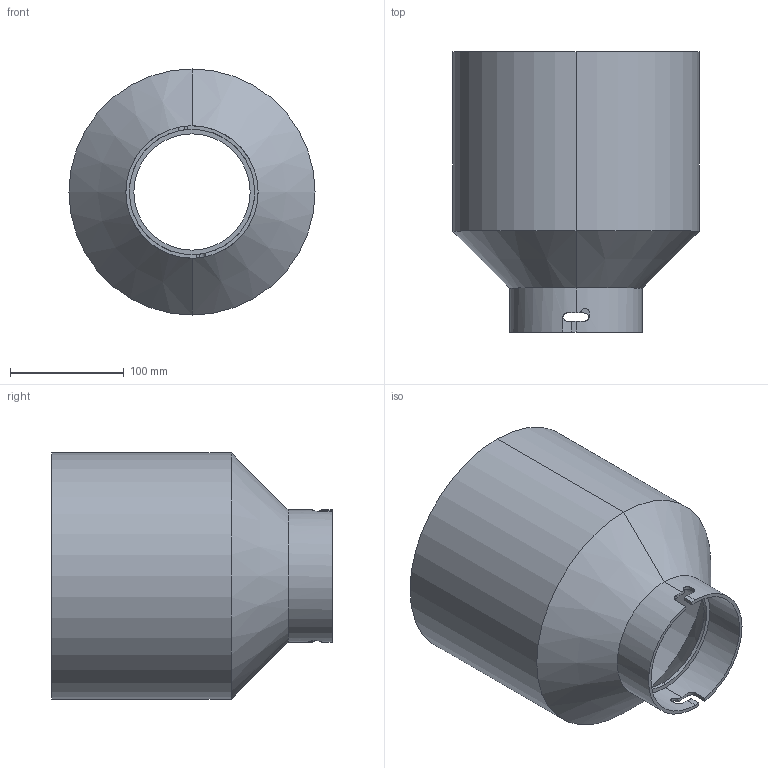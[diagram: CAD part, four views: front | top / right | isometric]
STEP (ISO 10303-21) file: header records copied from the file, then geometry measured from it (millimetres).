
FILE_DESCRIPTION (( 'STEP AP214' ), '1' );
FILE_NAME ('Bac d''entrée.STEP', '2021-01-11T17:55:22', ( '' ), ( '' ), 'SwSTEP 2.0', 'SolidWorks 2020', '' );
FILE_SCHEMA (( 'AUTOMOTIVE_DESIGN' ));
Length unit declared in the file: millimetre
Products named in the file (1): Bac d''entrée
Bounding box: 216 x 246 x 216 mm (x, y, z)
Volume: 467409.4 mm3; surface area: 315001 mm2
Topology: 1 solids, 1 shells, 41 faces, 108 edges, 70 vertices
Faces by surface type: cylinder 22, plane 15, cone 4
Entity records: 1594 total; most frequent: CARTESIAN_POINT 532, DIRECTION 218, ORIENTED_EDGE 216, EDGE_CURVE 108, AXIS2_PLACEMENT_3D 84, VERTEX_POINT 70, LINE 50, VECTOR 50
